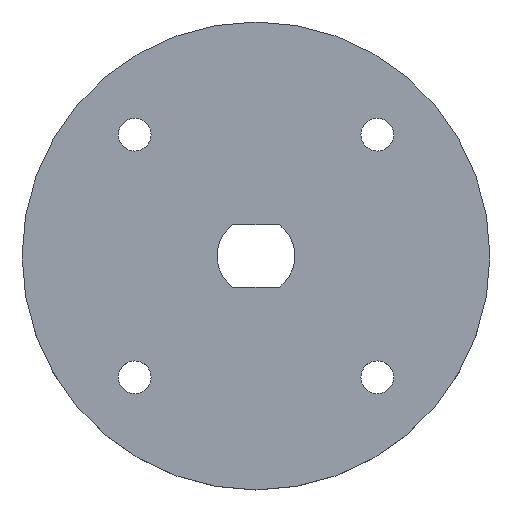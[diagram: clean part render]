
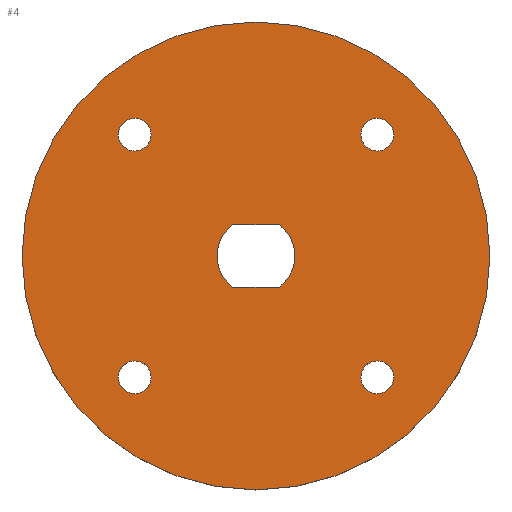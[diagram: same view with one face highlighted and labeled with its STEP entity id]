
A CAD part, top view. The second image highlights one B-rep face of the part: STEP entity #4.
In plain terms, the highlighted planar face has unit normal (0, 0, 1).
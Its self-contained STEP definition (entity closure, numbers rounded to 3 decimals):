
#1 = AXIS2_PLACEMENT_3D ( 'NONE', #242, #432, #6 ) ;
#2 = ORIENTED_EDGE ( 'NONE', *, *, #607, .F. ) ;
#4 = ADVANCED_FACE ( 'NONE', ( #340, #80, #519, #227, #343, #181 ), #495, .T. ) ;
#6 = DIRECTION ( 'NONE',  ( 1., 0., 0. ) ) ;
#7 = ORIENTED_EDGE ( 'NONE', *, *, #63, .F. ) ;
#12 = AXIS2_PLACEMENT_3D ( 'NONE', #266, #365, #548 ) ;
#20 = VERTEX_POINT ( 'NONE', #219 ) ;
#21 = DIRECTION ( 'NONE',  ( 1., 0., 0. ) ) ;
#25 = CIRCLE ( 'NONE', #313, 30. ) ;
#27 = CIRCLE ( 'NONE', #379, 2.1 ) ;
#34 = AXIS2_PLACEMENT_3D ( 'NONE', #442, #492, #66 ) ;
#36 = EDGE_LOOP ( 'NONE', ( #336, #7 ) ) ;
#43 = VERTEX_POINT ( 'NONE', #530 ) ;
#48 = DIRECTION ( 'NONE',  ( 1., 0., 0. ) ) ;
#53 = CARTESIAN_POINT ( 'NONE',  ( -15.556, 15.556, 8. ) ) ;
#55 = ORIENTED_EDGE ( 'NONE', *, *, #481, .F. ) ;
#63 = EDGE_CURVE ( 'NONE', #43, #602, #493, .T. ) ;
#66 = DIRECTION ( 'NONE',  ( 1., 0., 0. ) ) ;
#72 = CARTESIAN_POINT ( 'NONE',  ( -3., 4., 8. ) ) ;
#77 = EDGE_LOOP ( 'NONE', ( #524, #367 ) ) ;
#79 = VERTEX_POINT ( 'NONE', #400 ) ;
#80 = FACE_BOUND ( 'NONE', #199, .T. ) ;
#81 = AXIS2_PLACEMENT_3D ( 'NONE', #447, #167, #21 ) ;
#84 = EDGE_CURVE ( 'NONE', #79, #196, #543, .T. ) ;
#86 = CARTESIAN_POINT ( 'NONE',  ( -30., 0., 8. ) ) ;
#87 = DIRECTION ( 'NONE',  ( 1., 0., 0. ) ) ;
#89 = DIRECTION ( 'NONE',  ( 1., 0., 0. ) ) ;
#91 = VERTEX_POINT ( 'NONE', #490 ) ;
#94 = DIRECTION ( 'NONE',  ( 1., 0., 0. ) ) ;
#108 = CARTESIAN_POINT ( 'NONE',  ( -3., -4., 8. ) ) ;
#124 = VERTEX_POINT ( 'NONE', #165 ) ;
#128 = ORIENTED_EDGE ( 'NONE', *, *, #501, .F. ) ;
#135 = VECTOR ( 'NONE', #314, 1000. ) ;
#148 = EDGE_CURVE ( 'NONE', #326, #124, #522, .T. ) ;
#149 = DIRECTION ( 'NONE',  ( 0., 0., 1. ) ) ;
#159 = CARTESIAN_POINT ( 'NONE',  ( -3., -4., 8. ) ) ;
#161 = CARTESIAN_POINT ( 'NONE',  ( 0., 0., 8. ) ) ;
#165 = CARTESIAN_POINT ( 'NONE',  ( 13.456, 15.556, 8. ) ) ;
#166 = CARTESIAN_POINT ( 'NONE',  ( 0., 0., 8. ) ) ;
#167 = DIRECTION ( 'NONE',  ( 0., 0., 1. ) ) ;
#168 = ORIENTED_EDGE ( 'NONE', *, *, #371, .F. ) ;
#177 = CARTESIAN_POINT ( 'NONE',  ( 13.456, -15.556, 8. ) ) ;
#179 = DIRECTION ( 'NONE',  ( -1., 0., 0. ) ) ;
#181 = FACE_BOUND ( 'NONE', #531, .T. ) ;
#192 = DIRECTION ( 'NONE',  ( 0., 0., 1. ) ) ;
#196 = VERTEX_POINT ( 'NONE', #159 ) ;
#199 = EDGE_LOOP ( 'NONE', ( #414, #2 ) ) ;
#206 = DIRECTION ( 'NONE',  ( 1., 0., 0. ) ) ;
#207 = AXIS2_PLACEMENT_3D ( 'NONE', #424, #523, #235 ) ;
#208 = DIRECTION ( 'NONE',  ( 1., 0., 0. ) ) ;
#215 = EDGE_CURVE ( 'NONE', #196, #605, #494, .T. ) ;
#219 = CARTESIAN_POINT ( 'NONE',  ( -3., 4., 8. ) ) ;
#226 = AXIS2_PLACEMENT_3D ( 'NONE', #345, #149, #474 ) ;
#227 = FACE_BOUND ( 'NONE', #332, .T. ) ;
#234 = CARTESIAN_POINT ( 'NONE',  ( 15.556, -15.556, 8. ) ) ;
#235 = DIRECTION ( 'NONE',  ( 1., 0., 0. ) ) ;
#236 = VERTEX_POINT ( 'NONE', #248 ) ;
#237 = EDGE_CURVE ( 'NONE', #91, #462, #25, .T. ) ;
#238 = VECTOR ( 'NONE', #179, 1000. ) ;
#239 = DIRECTION ( 'NONE',  ( 0., 0., 1. ) ) ;
#242 = CARTESIAN_POINT ( 'NONE',  ( 0., 0., 8. ) ) ;
#245 = EDGE_CURVE ( 'NONE', #20, #79, #375, .T. ) ;
#248 = CARTESIAN_POINT ( 'NONE',  ( -13.456, -15.556, 8. ) ) ;
#257 = VERTEX_POINT ( 'NONE', #542 ) ;
#259 = CIRCLE ( 'NONE', #226, 2.1 ) ;
#261 = DIRECTION ( 'NONE',  ( 1., 0., 0. ) ) ;
#266 = CARTESIAN_POINT ( 'NONE',  ( 15.556, 15.556, 8. ) ) ;
#274 = ORIENTED_EDGE ( 'NONE', *, *, #84, .F. ) ;
#282 = AXIS2_PLACEMENT_3D ( 'NONE', #521, #239, #94 ) ;
#294 = CARTESIAN_POINT ( 'NONE',  ( 3., -4., 8. ) ) ;
#296 = CIRCLE ( 'NONE', #282, 2.1 ) ;
#298 = ORIENTED_EDGE ( 'NONE', *, *, #215, .F. ) ;
#307 = DIRECTION ( 'NONE',  ( 0., 0., 1. ) ) ;
#309 = CARTESIAN_POINT ( 'NONE',  ( -15.556, 15.556, 8. ) ) ;
#313 = AXIS2_PLACEMENT_3D ( 'NONE', #436, #307, #208 ) ;
#314 = DIRECTION ( 'NONE',  ( 1., 0., 0. ) ) ;
#315 = ORIENTED_EDGE ( 'NONE', *, *, #148, .F. ) ;
#326 = VERTEX_POINT ( 'NONE', #509 ) ;
#332 = EDGE_LOOP ( 'NONE', ( #526, #55 ) ) ;
#336 = ORIENTED_EDGE ( 'NONE', *, *, #590, .F. ) ;
#337 = DIRECTION ( 'NONE',  ( 0., 0., 1. ) ) ;
#340 = FACE_BOUND ( 'NONE', #594, .T. ) ;
#343 = FACE_OUTER_BOUND ( 'NONE', #77, .T. ) ;
#344 = CARTESIAN_POINT ( 'NONE',  ( 15.556, -15.556, 8. ) ) ;
#345 = CARTESIAN_POINT ( 'NONE',  ( -15.556, -15.556, 8. ) ) ;
#365 = DIRECTION ( 'NONE',  ( 0., 0., 1. ) ) ;
#367 = ORIENTED_EDGE ( 'NONE', *, *, #237, .T. ) ;
#368 = VERTEX_POINT ( 'NONE', #177 ) ;
#370 = VERTEX_POINT ( 'NONE', #405 ) ;
#371 = EDGE_CURVE ( 'NONE', #124, #326, #452, .T. ) ;
#375 = CIRCLE ( 'NONE', #34, 5. ) ;
#379 = AXIS2_PLACEMENT_3D ( 'NONE', #53, #192, #48 ) ;
#385 = CIRCLE ( 'NONE', #465, 2.1 ) ;
#386 = DIRECTION ( 'NONE',  ( 0., 0., 1. ) ) ;
#388 = ORIENTED_EDGE ( 'NONE', *, *, #245, .F. ) ;
#400 = CARTESIAN_POINT ( 'NONE',  ( -5., 0., 8. ) ) ;
#405 = CARTESIAN_POINT ( 'NONE',  ( 3., 4., 8. ) ) ;
#414 = ORIENTED_EDGE ( 'NONE', *, *, #586, .F. ) ;
#417 = EDGE_CURVE ( 'NONE', #370, #20, #601, .T. ) ;
#423 = AXIS2_PLACEMENT_3D ( 'NONE', #161, #491, #206 ) ;
#424 = CARTESIAN_POINT ( 'NONE',  ( 0., 0., 8. ) ) ;
#428 = ORIENTED_EDGE ( 'NONE', *, *, #417, .F. ) ;
#430 = CARTESIAN_POINT ( 'NONE',  ( -13.456, 15.556, 8. ) ) ;
#432 = DIRECTION ( 'NONE',  ( 0., 0., 1. ) ) ;
#435 = AXIS2_PLACEMENT_3D ( 'NONE', #166, #545, #261 ) ;
#436 = CARTESIAN_POINT ( 'NONE',  ( 0., 0., 8. ) ) ;
#442 = CARTESIAN_POINT ( 'NONE',  ( 0., 0., 8. ) ) ;
#446 = AXIS2_PLACEMENT_3D ( 'NONE', #234, #337, #89 ) ;
#447 = CARTESIAN_POINT ( 'NONE',  ( 15.556, 15.556, 8. ) ) ;
#452 = CIRCLE ( 'NONE', #12, 2.1 ) ;
#460 = AXIS2_PLACEMENT_3D ( 'NONE', #309, #386, #580 ) ;
#462 = VERTEX_POINT ( 'NONE', #86 ) ;
#465 = AXIS2_PLACEMENT_3D ( 'NONE', #344, #563, #87 ) ;
#471 = CARTESIAN_POINT ( 'NONE',  ( -17.656, -15.556, 8. ) ) ;
#474 = DIRECTION ( 'NONE',  ( 1., 0., 0. ) ) ;
#481 = EDGE_CURVE ( 'NONE', #368, #257, #566, .T. ) ;
#490 = CARTESIAN_POINT ( 'NONE',  ( 30., 0., 8. ) ) ;
#491 = DIRECTION ( 'NONE',  ( 0., 0., 1. ) ) ;
#492 = DIRECTION ( 'NONE',  ( 0., 0., 1. ) ) ;
#493 = CIRCLE ( 'NONE', #460, 2.1 ) ;
#494 = LINE ( 'NONE', #108, #135 ) ;
#495 = PLANE ( 'NONE',  #423 ) ;
#496 = CIRCLE ( 'NONE', #207, 30. ) ;
#500 = EDGE_CURVE ( 'NONE', #462, #91, #496, .T. ) ;
#501 = EDGE_CURVE ( 'NONE', #605, #370, #538, .T. ) ;
#509 = CARTESIAN_POINT ( 'NONE',  ( 17.656, 15.556, 8. ) ) ;
#519 = FACE_BOUND ( 'NONE', #36, .T. ) ;
#521 = CARTESIAN_POINT ( 'NONE',  ( -15.556, -15.556, 8. ) ) ;
#522 = CIRCLE ( 'NONE', #81, 2.1 ) ;
#523 = DIRECTION ( 'NONE',  ( 0., 0., 1. ) ) ;
#524 = ORIENTED_EDGE ( 'NONE', *, *, #500, .T. ) ;
#526 = ORIENTED_EDGE ( 'NONE', *, *, #609, .F. ) ;
#530 = CARTESIAN_POINT ( 'NONE',  ( -17.656, 15.556, 8. ) ) ;
#531 = EDGE_LOOP ( 'NONE', ( #428, #128, #298, #274, #388 ) ) ;
#538 = CIRCLE ( 'NONE', #1, 5. ) ;
#542 = CARTESIAN_POINT ( 'NONE',  ( 17.656, -15.556, 8. ) ) ;
#543 = CIRCLE ( 'NONE', #435, 5. ) ;
#545 = DIRECTION ( 'NONE',  ( 0., 0., 1. ) ) ;
#548 = DIRECTION ( 'NONE',  ( 1., 0., 0. ) ) ;
#563 = DIRECTION ( 'NONE',  ( 0., 0., 1. ) ) ;
#566 = CIRCLE ( 'NONE', #446, 2.1 ) ;
#578 = VERTEX_POINT ( 'NONE', #471 ) ;
#580 = DIRECTION ( 'NONE',  ( 1., 0., 0. ) ) ;
#586 = EDGE_CURVE ( 'NONE', #236, #578, #296, .T. ) ;
#590 = EDGE_CURVE ( 'NONE', #602, #43, #27, .T. ) ;
#594 = EDGE_LOOP ( 'NONE', ( #315, #168 ) ) ;
#601 = LINE ( 'NONE', #72, #238 ) ;
#602 = VERTEX_POINT ( 'NONE', #430 ) ;
#605 = VERTEX_POINT ( 'NONE', #294 ) ;
#607 = EDGE_CURVE ( 'NONE', #578, #236, #259, .T. ) ;
#609 = EDGE_CURVE ( 'NONE', #257, #368, #385, .T. ) ;
